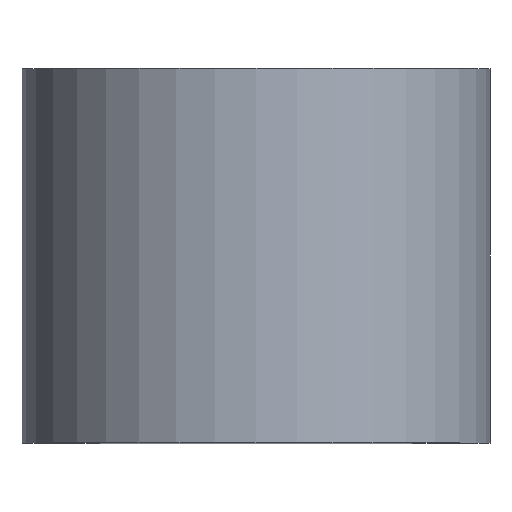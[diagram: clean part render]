
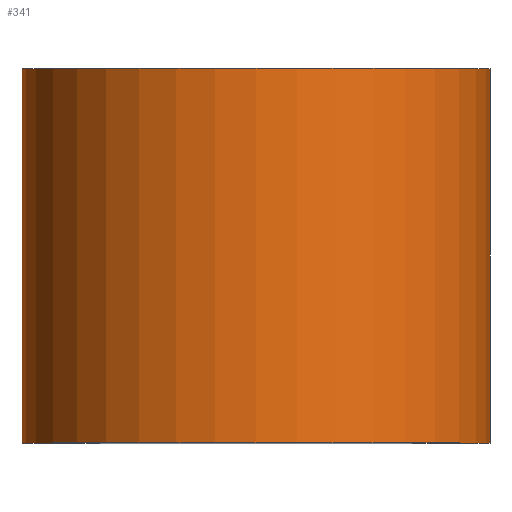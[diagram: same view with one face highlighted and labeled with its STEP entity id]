
A CAD part, top view. The second image highlights one B-rep face of the part: STEP entity #341.
In plain terms, the highlighted cylindrical face has radius 12.5 mm (diameter 25 mm), a partial arc.
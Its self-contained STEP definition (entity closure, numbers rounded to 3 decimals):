
#195=EDGE_CURVE('',#399,#201,#501,.T.);
#201=VERTEX_POINT('',#508);
#341=ADVANCED_FACE('',(#670),#671,.T.);
#361=EDGE_CURVE('',#399,#451,#692,.T.);
#367=EDGE_CURVE('',#411,#451,#698,.T.);
#399=VERTEX_POINT('',#733);
#411=VERTEX_POINT('',#748);
#425=EDGE_CURVE('',#411,#201,#766,.T.);
#451=VERTEX_POINT('',#794);
#501=LINE('',#842,#843);
#508=CARTESIAN_POINT('',(-12.5,-20.0,0.0));
#670=FACE_OUTER_BOUND('',#1059,.T.);
#671=CYLINDRICAL_SURFACE('',#1060,12.5);
#692=CIRCLE('',#1088,12.5);
#698=LINE('',#1097,#1098);
#733=CARTESIAN_POINT('',(-12.5,0.,0.0));
#748=CARTESIAN_POINT('',(12.5,-20.0,0.));
#766=CIRCLE('',#1178,12.5);
#794=CARTESIAN_POINT('',(12.5,0.,0.));
#842=CARTESIAN_POINT('',(-12.5,-10.0,0.));
#843=VECTOR('',#1259,1.0);
#1059=EDGE_LOOP('',(#1462,#1463,#1464,#1465));
#1060=AXIS2_PLACEMENT_3D('',#1466,#1467,#1468);
#1088=AXIS2_PLACEMENT_3D('',#1485,#1486,#1487);
#1097=CARTESIAN_POINT('',(12.5,-10.0,0.));
#1098=VECTOR('',#1494,1.0);
#1178=AXIS2_PLACEMENT_3D('',#1583,#1584,#1585);
#1259=DIRECTION('',(0.,-1.0,0.0));
#1462=ORIENTED_EDGE('',*,*,#195,.T.);
#1463=ORIENTED_EDGE('',*,*,#425,.F.);
#1464=ORIENTED_EDGE('',*,*,#367,.T.);
#1465=ORIENTED_EDGE('',*,*,#361,.F.);
#1466=CARTESIAN_POINT('',(0.,-10.0,0.0));
#1467=DIRECTION('',(0.,1.0,-0.0));
#1468=DIRECTION('',(-1.0,0.,0.0));
#1485=CARTESIAN_POINT('',(0.0,0.0,0.0));
#1486=DIRECTION('',(0.,1.0,0.0));
#1487=DIRECTION('',(-1.0,0.,0.0));
#1494=DIRECTION('',(0.,1.0,-0.0));
#1583=CARTESIAN_POINT('',(0.,-20.0,0.0));
#1584=DIRECTION('',(0.,-1.0,0.0));
#1585=DIRECTION('',(-1.0,0.,0.0));
